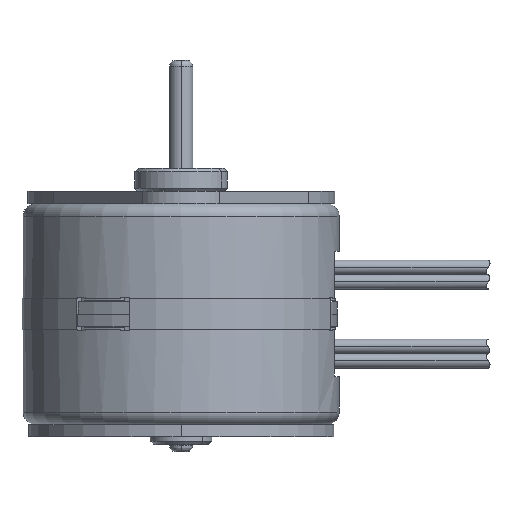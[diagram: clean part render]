
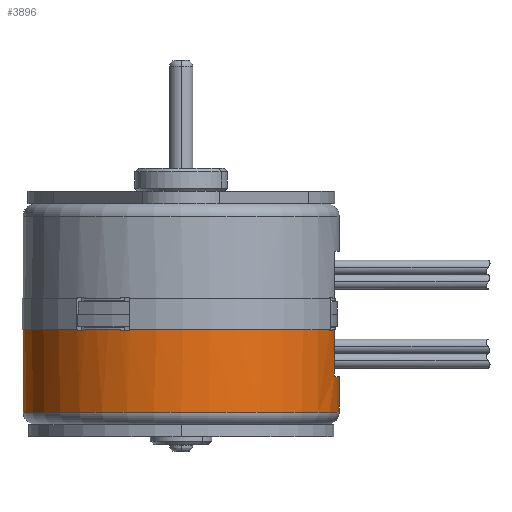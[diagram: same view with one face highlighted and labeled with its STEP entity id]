
A CAD part, left-side view. The second image highlights one B-rep face of the part: STEP entity #3896.
In plain terms, the highlighted cylindrical face has radius 10.249 mm (diameter 20.498 mm), a partial arc.
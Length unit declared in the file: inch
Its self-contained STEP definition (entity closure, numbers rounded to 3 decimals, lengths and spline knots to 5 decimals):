
#421=CARTESIAN_POINT('',(0.,0.,-0.16));
#422=DIRECTION('',(0.,0.,1.));
#423=DIRECTION('',(-0.239,-0.971,0.));
#424=AXIS2_PLACEMENT_3D('',#421,#422,#423);
#477=CARTESIAN_POINT('',(0.,0.,-0.043));
#478=DIRECTION('',(0.,0.,1.));
#479=DIRECTION('',(-0.342,-0.94,0.));
#480=AXIS2_PLACEMENT_3D('',#477,#478,#479);
#482=DIRECTION('',(0.,0.,1.));
#483=VECTOR('',#482,0.003);
#484=CARTESIAN_POINT('',(-0.30419,0.26511,-0.043));
#485=LINE('',#484,#483);
#486=DIRECTION('',(0.,0.,-1.));
#487=VECTOR('',#486,0.21);
#488=CARTESIAN_POINT('',(0.,0.4035,-0.04));
#489=LINE('',#488,#487);
#490=DIRECTION('',(0.,0.,1.));
#491=VECTOR('',#490,0.09);
#492=CARTESIAN_POINT('',(0.,-0.4035,-0.25));
#493=LINE('',#492,#491);
#494=CARTESIAN_POINT('',(-0.0965,-0.39179,-0.16));
#495=CARTESIAN_POINT('',(-0.09688,-0.3917,-0.16));
#496=CARTESIAN_POINT('',(-0.09753,-0.39154,
-0.15981));
#497=CARTESIAN_POINT('',(-0.09831,-0.39134,
-0.15904));
#498=CARTESIAN_POINT('',(-0.0985,-0.39129,
-0.15838));
#499=CARTESIAN_POINT('',(-0.0985,-0.39129,-0.158));
#501=DIRECTION('',(0.,0.,1.));
#502=VECTOR('',#501,0.118);
#503=CARTESIAN_POINT('',(-0.0985,-0.39129,-0.158));
#504=LINE('',#503,#502);
#505=DIRECTION('',(0.,0.,-1.));
#506=VECTOR('',#505,0.003);
#507=CARTESIAN_POINT('',(-0.113,-0.38735,-0.04));
#508=LINE('',#507,#506);
#509=DIRECTION('',(0.,0.,1.));
#510=VECTOR('',#509,0.003);
#511=CARTESIAN_POINT('',(-0.138,-0.37917,-0.043));
#512=LINE('',#511,#510);
#513=DIRECTION('',(0.,0.,-1.));
#514=VECTOR('',#513,0.003);
#515=CARTESIAN_POINT('',(-0.38169,0.13088,-0.04));
#516=LINE('',#515,#514);
#517=DIRECTION('',(0.,0.,1.));
#518=VECTOR('',#517,0.003);
#519=CARTESIAN_POINT('',(-0.37272,0.15457,-0.043));
#520=LINE('',#519,#518);
#521=DIRECTION('',(0.,0.,-1.));
#522=VECTOR('',#521,0.003);
#523=CARTESIAN_POINT('',(-0.32022,0.2455,-0.04));
#524=LINE('',#523,#522);
#614=CARTESIAN_POINT('',(0.,0.,-0.043));
#615=DIRECTION('',(0.,0.,1.));
#616=DIRECTION('',(-0.754,0.657,0.));
#617=AXIS2_PLACEMENT_3D('',#614,#615,#616);
#627=CARTESIAN_POINT('',(0.,0.,-0.04));
#628=DIRECTION('',(0.,0.,1.));
#629=DIRECTION('',(-0.794,0.608,0.));
#630=AXIS2_PLACEMENT_3D('',#627,#628,#629);
#676=CARTESIAN_POINT('',(0.,0.,-0.043));
#677=DIRECTION('',(0.,0.,1.));
#678=DIRECTION('',(-0.924,0.383,0.));
#679=AXIS2_PLACEMENT_3D('',#676,#677,#678);
#685=CARTESIAN_POINT('',(0.,0.,-0.04));
#686=DIRECTION('',(0.,0.,1.));
#687=DIRECTION('',(-0.946,0.324,0.));
#688=AXIS2_PLACEMENT_3D('',#685,#686,#687);
#1455=CARTESIAN_POINT('',(0.,0.,-0.25));
#1456=DIRECTION('',(0.,0.,-1.));
#1457=DIRECTION('',(0.,-1.,0.));
#1458=AXIS2_PLACEMENT_3D('',#1455,#1456,#1457);
#1470=CARTESIAN_POINT('',(0.,0.,-0.04));
#1471=DIRECTION('',(0.,0.,1.));
#1472=DIRECTION('',(0.,1.,0.));
#1473=AXIS2_PLACEMENT_3D('',#1470,#1471,#1472);
#2367=CARTESIAN_POINT('',(0.,0.,-0.04));
#2368=DIRECTION('',(0.,0.,1.));
#2369=DIRECTION('',(-0.28,-0.96,0.));
#2370=AXIS2_PLACEMENT_3D('',#2367,#2368,#2369);
#2719=CARTESIAN_POINT('',(-0.138,-0.37917,-0.04));
#2720=VERTEX_POINT('',#2719);
#2721=CARTESIAN_POINT('',(-0.138,-0.37917,-0.043));
#2722=VERTEX_POINT('',#2721);
#2814=CARTESIAN_POINT('',(-0.0965,-0.39179,-0.16));
#2815=VERTEX_POINT('',#2814);
#2816=CARTESIAN_POINT('',(0.,-0.4035,-0.16));
#2817=VERTEX_POINT('',#2816);
#2818=CARTESIAN_POINT('',(-0.0985,-0.39129,-0.158));
#2819=VERTEX_POINT('',#2818);
#2824=CARTESIAN_POINT('',(-0.0985,-0.39129,-0.04));
#2825=VERTEX_POINT('',#2824);
#2830=CARTESIAN_POINT('',(-0.113,-0.38735,-0.043));
#2831=VERTEX_POINT('',#2830);
#2832=CARTESIAN_POINT('',(-0.113,-0.38735,-0.04));
#2833=VERTEX_POINT('',#2832);
#2836=CARTESIAN_POINT('',(-0.30419,0.26511,-0.043));
#2837=CARTESIAN_POINT('',(-0.30419,0.26511,-0.04));
#2838=VERTEX_POINT('',#2836);
#2839=VERTEX_POINT('',#2837);
#2840=CARTESIAN_POINT('',(0.,0.4035,-0.04));
#2841=VERTEX_POINT('',#2840);
#2842=CARTESIAN_POINT('',(0.,0.4035,-0.25));
#2843=VERTEX_POINT('',#2842);
#2844=CARTESIAN_POINT('',(0.,-0.4035,-0.25));
#2845=VERTEX_POINT('',#2844);
#2846=CARTESIAN_POINT('',(-0.38169,0.13088,-0.04));
#2847=VERTEX_POINT('',#2846);
#2848=CARTESIAN_POINT('',(-0.38169,0.13088,-0.043));
#2849=VERTEX_POINT('',#2848);
#2850=CARTESIAN_POINT('',(-0.37272,0.15457,-0.043));
#2851=VERTEX_POINT('',#2850);
#2852=CARTESIAN_POINT('',(-0.37272,0.15457,-0.04));
#2853=VERTEX_POINT('',#2852);
#2854=CARTESIAN_POINT('',(-0.32022,0.2455,-0.04));
#2855=VERTEX_POINT('',#2854);
#2856=CARTESIAN_POINT('',(-0.32022,0.2455,-0.043));
#2857=VERTEX_POINT('',#2856);
#3857=CARTESIAN_POINT('',(0.,0.,-0.0358));
#3858=DIRECTION('',(0.,0.,-1.));
#3859=DIRECTION('',(0.,1.,0.));
#3860=AXIS2_PLACEMENT_3D('',#3857,#3858,#3859);
#3861=CYLINDRICAL_SURFACE('',#3860,0.4035);
#3863=ORIENTED_EDGE('',*,*,#3862,.T.);
#3865=ORIENTED_EDGE('',*,*,#3864,.F.);
#3867=ORIENTED_EDGE('',*,*,#3866,.T.);
#3869=ORIENTED_EDGE('',*,*,#3868,.F.);
#3871=ORIENTED_EDGE('',*,*,#3870,.T.);
#3872=ORIENTED_EDGE('',*,*,#3758,.F.);
#3873=ORIENTED_EDGE('',*,*,#3774,.T.);
#3874=ORIENTED_EDGE('',*,*,#3792,.T.);
#3876=ORIENTED_EDGE('',*,*,#3875,.F.);
#3877=ORIENTED_EDGE('',*,*,#3834,.T.);
#3878=ORIENTED_EDGE('',*,*,#3851,.F.);
#3879=ORIENTED_EDGE('',*,*,#3428,.T.);
#3881=ORIENTED_EDGE('',*,*,#3880,.F.);
#3883=ORIENTED_EDGE('',*,*,#3882,.T.);
#3885=ORIENTED_EDGE('',*,*,#3884,.F.);
#3887=ORIENTED_EDGE('',*,*,#3886,.T.);
#3889=ORIENTED_EDGE('',*,*,#3888,.F.);
#3891=ORIENTED_EDGE('',*,*,#3890,.T.);
#3893=ORIENTED_EDGE('',*,*,#3892,.F.);
#3894=EDGE_LOOP('',(#3863,#3865,#3867,#3869,#3871,#3872,#3873,#3874,#3876,#3877,
#3878,#3879,#3881,#3883,#3885,#3887,#3889,#3891,#3893));
#3895=FACE_OUTER_BOUND('',#3894,.F.);
#3896=ADVANCED_FACE('',(#3895),#3861,.F.);
#425=CIRCLE('',#424,0.4035);
#481=CIRCLE('',#480,0.4035);
#500=B_SPLINE_CURVE_WITH_KNOTS('',3,(#494,#495,#496,#497,#498,#499),
.UNSPECIFIED.,.F.,.F.,(4,1,1,4),(0.,0.33333,0.66667,1.),
.UNSPECIFIED.);
#618=CIRCLE('',#617,0.4035);
#631=CIRCLE('',#630,0.4035);
#680=CIRCLE('',#679,0.4035);
#689=CIRCLE('',#688,0.4035);
#1459=CIRCLE('',#1458,0.4035);
#1474=CIRCLE('',#1473,0.4035);
#2371=CIRCLE('',#2370,0.4035);
#3428=EDGE_CURVE('',#2722,#2720,#512,.T.);
#3758=EDGE_CURVE('',#2815,#2817,#425,.T.);
#3774=EDGE_CURVE('',#2815,#2819,#500,.T.);
#3792=EDGE_CURVE('',#2819,#2825,#504,.T.);
#3834=EDGE_CURVE('',#2833,#2831,#508,.T.);
#3851=EDGE_CURVE('',#2722,#2831,#481,.T.);
#3862=EDGE_CURVE('',#2838,#2839,#485,.T.);
#3864=EDGE_CURVE('',#2841,#2839,#1474,.T.);
#3866=EDGE_CURVE('',#2841,#2843,#489,.T.);
#3868=EDGE_CURVE('',#2845,#2843,#1459,.T.);
#3870=EDGE_CURVE('',#2845,#2817,#493,.T.);
#3875=EDGE_CURVE('',#2833,#2825,#2371,.T.);
#3880=EDGE_CURVE('',#2847,#2720,#689,.T.);
#3882=EDGE_CURVE('',#2847,#2849,#516,.T.);
#3884=EDGE_CURVE('',#2851,#2849,#680,.T.);
#3886=EDGE_CURVE('',#2851,#2853,#520,.T.);
#3888=EDGE_CURVE('',#2855,#2853,#631,.T.);
#3890=EDGE_CURVE('',#2855,#2857,#524,.T.);
#3892=EDGE_CURVE('',#2838,#2857,#618,.T.);
